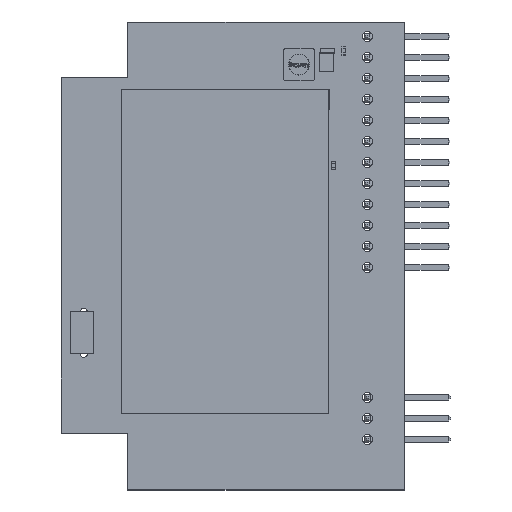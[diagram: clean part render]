
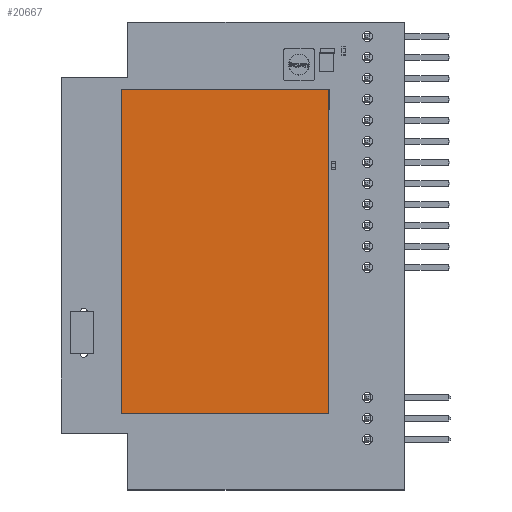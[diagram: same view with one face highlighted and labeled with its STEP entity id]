
A CAD part, top view. The second image highlights one B-rep face of the part: STEP entity #20667.
In plain terms, the highlighted planar face has unit normal (0, 0, 1).
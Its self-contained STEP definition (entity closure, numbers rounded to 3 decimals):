
#20353 = VERTEX_POINT('',#20354);
#20354 = CARTESIAN_POINT('',(12.525,-19.6,5.5));
#20361 = PLANE('',#20362);
#20362 = AXIS2_PLACEMENT_3D('',#20363,#20364,#20365);
#20363 = CARTESIAN_POINT('',(12.525,-19.6,0.));
#20364 = DIRECTION('',(-1.,0.,0.));
#20365 = DIRECTION('',(0.,1.,0.));
#20373 = PLANE('',#20374);
#20374 = AXIS2_PLACEMENT_3D('',#20375,#20376,#20377);
#20375 = CARTESIAN_POINT('',(-12.525,-19.6,0.));
#20376 = DIRECTION('',(0.,1.,0.));
#20377 = DIRECTION('',(1.,0.,0.));
#20385 = EDGE_CURVE('',#20353,#20386,#20388,.T.);
#20386 = VERTEX_POINT('',#20387);
#20387 = CARTESIAN_POINT('',(12.525,19.6,5.5));
#20388 = SURFACE_CURVE('',#20389,(#20393,#20400),.PCURVE_S1.);
#20389 = LINE('',#20390,#20391);
#20390 = CARTESIAN_POINT('',(12.525,-19.6,5.5));
#20391 = VECTOR('',#20392,1.);
#20392 = DIRECTION('',(0.,1.,0.));
#20393 = PCURVE('',#20361,#20394);
#20394 = DEFINITIONAL_REPRESENTATION('',(#20395),#20399);
#20395 = LINE('',#20396,#20397);
#20396 = CARTESIAN_POINT('',(0.,-5.5));
#20397 = VECTOR('',#20398,1.);
#20398 = DIRECTION('',(1.,0.));
#20399 = ( GEOMETRIC_REPRESENTATION_CONTEXT(2) 
PARAMETRIC_REPRESENTATION_CONTEXT() REPRESENTATION_CONTEXT('2D SPACE',''
  ) );
#20400 = PCURVE('',#20401,#20406);
#20401 = PLANE('',#20402);
#20402 = AXIS2_PLACEMENT_3D('',#20403,#20404,#20405);
#20403 = CARTESIAN_POINT('',(12.525,-19.6,5.5));
#20404 = DIRECTION('',(0.,0.,-1.));
#20405 = DIRECTION('',(-1.,0.,0.));
#20406 = DEFINITIONAL_REPRESENTATION('',(#20407),#20411);
#20407 = LINE('',#20408,#20409);
#20408 = CARTESIAN_POINT('',(0.,0.));
#20409 = VECTOR('',#20410,1.);
#20410 = DIRECTION('',(0.,1.));
#20411 = ( GEOMETRIC_REPRESENTATION_CONTEXT(2) 
PARAMETRIC_REPRESENTATION_CONTEXT() REPRESENTATION_CONTEXT('2D SPACE',''
  ) );
#20429 = PLANE('',#20430);
#20430 = AXIS2_PLACEMENT_3D('',#20431,#20432,#20433);
#20431 = CARTESIAN_POINT('',(12.525,19.6,0.));
#20432 = DIRECTION('',(0.,-1.,0.));
#20433 = DIRECTION('',(-1.,0.,0.));
#20471 = EDGE_CURVE('',#20386,#20472,#20474,.T.);
#20472 = VERTEX_POINT('',#20473);
#20473 = CARTESIAN_POINT('',(-12.525,19.6,5.5));
#20474 = SURFACE_CURVE('',#20475,(#20479,#20486),.PCURVE_S1.);
#20475 = LINE('',#20476,#20477);
#20476 = CARTESIAN_POINT('',(12.525,19.6,5.5));
#20477 = VECTOR('',#20478,1.);
#20478 = DIRECTION('',(-1.,0.,0.));
#20479 = PCURVE('',#20429,#20480);
#20480 = DEFINITIONAL_REPRESENTATION('',(#20481),#20485);
#20481 = LINE('',#20482,#20483);
#20482 = CARTESIAN_POINT('',(0.,-5.5));
#20483 = VECTOR('',#20484,1.);
#20484 = DIRECTION('',(1.,0.));
#20485 = ( GEOMETRIC_REPRESENTATION_CONTEXT(2) 
PARAMETRIC_REPRESENTATION_CONTEXT() REPRESENTATION_CONTEXT('2D SPACE',''
  ) );
#20486 = PCURVE('',#20401,#20487);
#20487 = DEFINITIONAL_REPRESENTATION('',(#20488),#20492);
#20488 = LINE('',#20489,#20490);
#20489 = CARTESIAN_POINT('',(0.,39.2));
#20490 = VECTOR('',#20491,1.);
#20491 = DIRECTION('',(1.,0.));
#20492 = ( GEOMETRIC_REPRESENTATION_CONTEXT(2) 
PARAMETRIC_REPRESENTATION_CONTEXT() REPRESENTATION_CONTEXT('2D SPACE',''
  ) );
#20510 = PLANE('',#20511);
#20511 = AXIS2_PLACEMENT_3D('',#20512,#20513,#20514);
#20512 = CARTESIAN_POINT('',(-12.525,19.6,0.));
#20513 = DIRECTION('',(1.,0.,0.));
#20514 = DIRECTION('',(0.,-1.,0.));
#20547 = EDGE_CURVE('',#20472,#20548,#20550,.T.);
#20548 = VERTEX_POINT('',#20549);
#20549 = CARTESIAN_POINT('',(-12.525,-19.6,5.5));
#20550 = SURFACE_CURVE('',#20551,(#20555,#20562),.PCURVE_S1.);
#20551 = LINE('',#20552,#20553);
#20552 = CARTESIAN_POINT('',(-12.525,19.6,5.5));
#20553 = VECTOR('',#20554,1.);
#20554 = DIRECTION('',(0.,-1.,0.));
#20555 = PCURVE('',#20510,#20556);
#20556 = DEFINITIONAL_REPRESENTATION('',(#20557),#20561);
#20557 = LINE('',#20558,#20559);
#20558 = CARTESIAN_POINT('',(0.,-5.5));
#20559 = VECTOR('',#20560,1.);
#20560 = DIRECTION('',(1.,0.));
#20561 = ( GEOMETRIC_REPRESENTATION_CONTEXT(2) 
PARAMETRIC_REPRESENTATION_CONTEXT() REPRESENTATION_CONTEXT('2D SPACE',''
  ) );
#20562 = PCURVE('',#20401,#20563);
#20563 = DEFINITIONAL_REPRESENTATION('',(#20564),#20568);
#20564 = LINE('',#20565,#20566);
#20565 = CARTESIAN_POINT('',(25.05,39.2));
#20566 = VECTOR('',#20567,1.);
#20567 = DIRECTION('',(0.,-1.));
#20568 = ( GEOMETRIC_REPRESENTATION_CONTEXT(2) 
PARAMETRIC_REPRESENTATION_CONTEXT() REPRESENTATION_CONTEXT('2D SPACE',''
  ) );
#20618 = EDGE_CURVE('',#20548,#20353,#20619,.T.);
#20619 = SURFACE_CURVE('',#20620,(#20624,#20631),.PCURVE_S1.);
#20620 = LINE('',#20621,#20622);
#20621 = CARTESIAN_POINT('',(-12.525,-19.6,5.5));
#20622 = VECTOR('',#20623,1.);
#20623 = DIRECTION('',(1.,0.,0.));
#20624 = PCURVE('',#20373,#20625);
#20625 = DEFINITIONAL_REPRESENTATION('',(#20626),#20630);
#20626 = LINE('',#20627,#20628);
#20627 = CARTESIAN_POINT('',(0.,-5.5));
#20628 = VECTOR('',#20629,1.);
#20629 = DIRECTION('',(1.,0.));
#20630 = ( GEOMETRIC_REPRESENTATION_CONTEXT(2) 
PARAMETRIC_REPRESENTATION_CONTEXT() REPRESENTATION_CONTEXT('2D SPACE',''
  ) );
#20631 = PCURVE('',#20401,#20632);
#20632 = DEFINITIONAL_REPRESENTATION('',(#20633),#20637);
#20633 = LINE('',#20634,#20635);
#20634 = CARTESIAN_POINT('',(25.05,0.));
#20635 = VECTOR('',#20636,1.);
#20636 = DIRECTION('',(-1.,0.));
#20637 = ( GEOMETRIC_REPRESENTATION_CONTEXT(2) 
PARAMETRIC_REPRESENTATION_CONTEXT() REPRESENTATION_CONTEXT('2D SPACE',''
  ) );
#20667 = ADVANCED_FACE('',(#20668),#20401,.F.);
#20668 = FACE_BOUND('',#20669,.T.);
#20669 = EDGE_LOOP('',(#20670,#20671,#20672,#20673));
#20670 = ORIENTED_EDGE('',*,*,#20385,.T.);
#20671 = ORIENTED_EDGE('',*,*,#20471,.T.);
#20672 = ORIENTED_EDGE('',*,*,#20547,.T.);
#20673 = ORIENTED_EDGE('',*,*,#20618,.T.);
